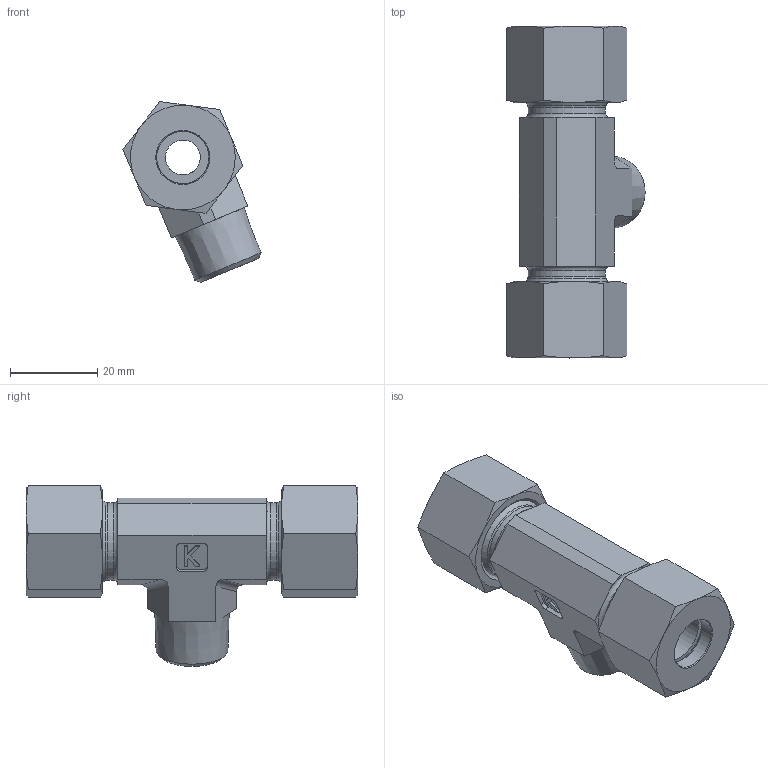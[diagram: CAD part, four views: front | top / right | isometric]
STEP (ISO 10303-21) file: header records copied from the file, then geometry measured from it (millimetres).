
FILE_DESCRIPTION((''),'2;1');
FILE_NAME('29003123820.stp','2014-08-21T15:25:13',(''),('KNOMI spol. s r. o.'),'Autodesk Inventor 2012','Autodesk Inventor 2012','');
FILE_SCHEMA(('AUTOMOTIVE_DESIGN { 1 2 10303 214 0 1 1 1 }'));
Length unit declared in the file: millimetre
Products named in the file (4): THCR3K 12SRkuž R3/8/M20; 28003123820; 3981220; 40112
Assembly tree (5 placements, depth 2):
  THCR3K 12SRkuž R3/8/M20
    28003123820
    3981220  x2
    40112  x2
Bounding box: 31.67 x 76 x 41.42 mm (x, y, z)
Volume: 28001.4 mm3; surface area: 15346.9 mm2
Topology: 5 solids, 5 shells, 154 faces, 381 edges, 246 vertices
Faces by surface type: plane 73, cone 47, cylinder 28, torus 6
Full cylindrical faces by diameter (mm): 8 x2, 12 x6, 14.3 x2, 16 x2, 17.7 x2, 18.376 x2, 20 x2
Entity records: 3660 total; most frequent: CARTESIAN_POINT 726, DIRECTION 569, ORIENTED_EDGE 506, EDGE_CURVE 253, AXIS2_PLACEMENT_3D 219, VERTEX_POINT 179, EDGE_LOOP 166, VECTOR 131
